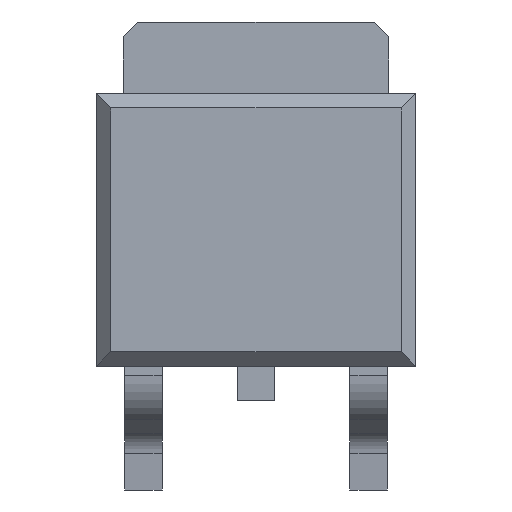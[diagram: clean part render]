
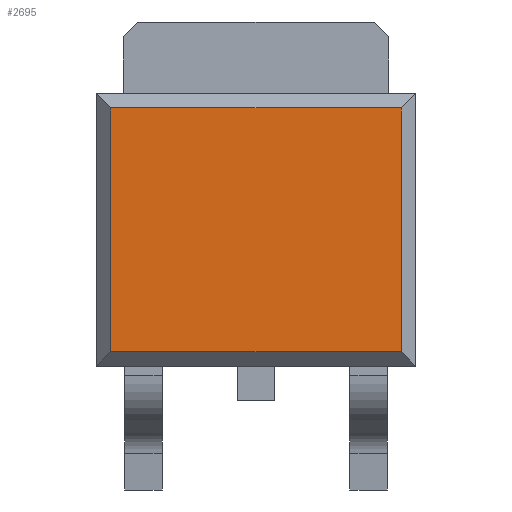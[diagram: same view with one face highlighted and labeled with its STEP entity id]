
A CAD part, top view. The second image highlights one B-rep face of the part: STEP entity #2695.
In plain terms, the highlighted planar face has unit normal (0, 0, 1).
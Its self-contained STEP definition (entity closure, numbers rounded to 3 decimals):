
#860 = PLANE('',#861);
#861 = AXIS2_PLACEMENT_3D('',#862,#863,#864);
#862 = CARTESIAN_POINT('',(-3.25,-3.15,2.15));
#863 = DIRECTION('',(0.,0.707,-0.707)
  );
#864 = DIRECTION('',(-1.,0.,0.));
#1377 = PLANE('',#1378);
#1378 = AXIS2_PLACEMENT_3D('',#1379,#1380,#1381);
#1379 = CARTESIAN_POINT('',(3.1,-3.3,2.15));
#1380 = DIRECTION('',(0.707,0.,0.707)
  );
#1381 = DIRECTION('',(0.,1.,0.));
#1393 = VERTEX_POINT('',#1394);
#1394 = CARTESIAN_POINT('',(-2.95,-3.,2.3));
#1408 = PLANE('',#1409);
#1409 = AXIS2_PLACEMENT_3D('',#1410,#1411,#1412);
#1410 = CARTESIAN_POINT('',(-3.1,-3.3,2.15));
#1411 = DIRECTION('',(0.707,0.,
    -0.707));
#1412 = DIRECTION('',(0.,1.,0.));
#1422 = VERTEX_POINT('',#1423);
#1423 = CARTESIAN_POINT('',(2.95,-3.,2.3));
#1444 = EDGE_CURVE('',#1393,#1422,#1445,.T.);
#1445 = SURFACE_CURVE('',#1446,(#1450,#1457),.PCURVE_S1.);
#1446 = LINE('',#1447,#1448);
#1447 = CARTESIAN_POINT('',(-3.25,-3.,2.3));
#1448 = VECTOR('',#1449,1.);
#1449 = DIRECTION('',(1.,0.,0.));
#1450 = PCURVE('',#860,#1451);
#1451 = DEFINITIONAL_REPRESENTATION('',(#1452),#1456);
#1452 = LINE('',#1453,#1454);
#1453 = CARTESIAN_POINT('',(0.,0.212));
#1454 = VECTOR('',#1455,1.);
#1455 = DIRECTION('',(-1.,0.));
#1456 = ( GEOMETRIC_REPRESENTATION_CONTEXT(2) 
PARAMETRIC_REPRESENTATION_CONTEXT() REPRESENTATION_CONTEXT('2D SPACE',''
  ) );
#1457 = PCURVE('',#1458,#1463);
#1458 = PLANE('',#1459);
#1459 = AXIS2_PLACEMENT_3D('',#1460,#1461,#1462);
#1460 = CARTESIAN_POINT('',(-3.25,-3.3,2.3));
#1461 = DIRECTION('',(0.,0.,1.));
#1462 = DIRECTION('',(1.,0.,0.));
#1463 = DEFINITIONAL_REPRESENTATION('',(#1464),#1468);
#1464 = LINE('',#1465,#1466);
#1465 = CARTESIAN_POINT('',(0.,0.3));
#1466 = VECTOR('',#1467,1.);
#1467 = DIRECTION('',(1.,0.));
#1468 = ( GEOMETRIC_REPRESENTATION_CONTEXT(2) 
PARAMETRIC_REPRESENTATION_CONTEXT() REPRESENTATION_CONTEXT('2D SPACE',''
  ) );
#2495 = VERTEX_POINT('',#2496);
#2496 = CARTESIAN_POINT('',(2.95,1.95,2.3));
#2510 = PLANE('',#2511);
#2511 = AXIS2_PLACEMENT_3D('',#2512,#2513,#2514);
#2512 = CARTESIAN_POINT('',(-3.25,2.1,2.15));
#2513 = DIRECTION('',(0.,0.707,0.707));
#2514 = DIRECTION('',(-1.,0.,0.));
#2522 = EDGE_CURVE('',#1422,#2495,#2523,.T.);
#2523 = SURFACE_CURVE('',#2524,(#2528,#2535),.PCURVE_S1.);
#2524 = LINE('',#2525,#2526);
#2525 = CARTESIAN_POINT('',(2.95,-3.3,2.3));
#2526 = VECTOR('',#2527,1.);
#2527 = DIRECTION('',(0.,1.,0.));
#2528 = PCURVE('',#1377,#2529);
#2529 = DEFINITIONAL_REPRESENTATION('',(#2530),#2534);
#2530 = LINE('',#2531,#2532);
#2531 = CARTESIAN_POINT('',(0.,0.212));
#2532 = VECTOR('',#2533,1.);
#2533 = DIRECTION('',(1.,0.));
#2534 = ( GEOMETRIC_REPRESENTATION_CONTEXT(2) 
PARAMETRIC_REPRESENTATION_CONTEXT() REPRESENTATION_CONTEXT('2D SPACE',''
  ) );
#2535 = PCURVE('',#1458,#2536);
#2536 = DEFINITIONAL_REPRESENTATION('',(#2537),#2541);
#2537 = LINE('',#2538,#2539);
#2538 = CARTESIAN_POINT('',(6.2,0.));
#2539 = VECTOR('',#2540,1.);
#2540 = DIRECTION('',(0.,1.));
#2541 = ( GEOMETRIC_REPRESENTATION_CONTEXT(2) 
PARAMETRIC_REPRESENTATION_CONTEXT() REPRESENTATION_CONTEXT('2D SPACE',''
  ) );
#2653 = VERTEX_POINT('',#2654);
#2654 = CARTESIAN_POINT('',(-2.95,1.95,2.3));
#2675 = EDGE_CURVE('',#1393,#2653,#2676,.T.);
#2676 = SURFACE_CURVE('',#2677,(#2681,#2688),.PCURVE_S1.);
#2677 = LINE('',#2678,#2679);
#2678 = CARTESIAN_POINT('',(-2.95,-3.3,2.3));
#2679 = VECTOR('',#2680,1.);
#2680 = DIRECTION('',(0.,1.,0.));
#2681 = PCURVE('',#1408,#2682);
#2682 = DEFINITIONAL_REPRESENTATION('',(#2683),#2687);
#2683 = LINE('',#2684,#2685);
#2684 = CARTESIAN_POINT('',(0.,0.212));
#2685 = VECTOR('',#2686,1.);
#2686 = DIRECTION('',(1.,0.));
#2687 = ( GEOMETRIC_REPRESENTATION_CONTEXT(2) 
PARAMETRIC_REPRESENTATION_CONTEXT() REPRESENTATION_CONTEXT('2D SPACE',''
  ) );
#2688 = PCURVE('',#1458,#2689);
#2689 = DEFINITIONAL_REPRESENTATION('',(#2690),#2694);
#2690 = LINE('',#2691,#2692);
#2691 = CARTESIAN_POINT('',(0.3,0.));
#2692 = VECTOR('',#2693,1.);
#2693 = DIRECTION('',(0.,1.));
#2694 = ( GEOMETRIC_REPRESENTATION_CONTEXT(2) 
PARAMETRIC_REPRESENTATION_CONTEXT() REPRESENTATION_CONTEXT('2D SPACE',''
  ) );
#2695 = ADVANCED_FACE('',(#2696),#1458,.T.);
#2696 = FACE_BOUND('',#2697,.T.);
#2697 = EDGE_LOOP('',(#2698,#2699,#2700,#2701));
#2698 = ORIENTED_EDGE('',*,*,#2675,.F.);
#2699 = ORIENTED_EDGE('',*,*,#1444,.T.);
#2700 = ORIENTED_EDGE('',*,*,#2522,.T.);
#2701 = ORIENTED_EDGE('',*,*,#2702,.F.);
#2702 = EDGE_CURVE('',#2653,#2495,#2703,.T.);
#2703 = SURFACE_CURVE('',#2704,(#2708,#2715),.PCURVE_S1.);
#2704 = LINE('',#2705,#2706);
#2705 = CARTESIAN_POINT('',(-3.25,1.95,2.3));
#2706 = VECTOR('',#2707,1.);
#2707 = DIRECTION('',(1.,0.,0.));
#2708 = PCURVE('',#1458,#2709);
#2709 = DEFINITIONAL_REPRESENTATION('',(#2710),#2714);
#2710 = LINE('',#2711,#2712);
#2711 = CARTESIAN_POINT('',(0.,5.25));
#2712 = VECTOR('',#2713,1.);
#2713 = DIRECTION('',(1.,0.));
#2714 = ( GEOMETRIC_REPRESENTATION_CONTEXT(2) 
PARAMETRIC_REPRESENTATION_CONTEXT() REPRESENTATION_CONTEXT('2D SPACE',''
  ) );
#2715 = PCURVE('',#2510,#2716);
#2716 = DEFINITIONAL_REPRESENTATION('',(#2717),#2721);
#2717 = LINE('',#2718,#2719);
#2718 = CARTESIAN_POINT('',(0.,0.212));
#2719 = VECTOR('',#2720,1.);
#2720 = DIRECTION('',(-1.,0.));
#2721 = ( GEOMETRIC_REPRESENTATION_CONTEXT(2) 
PARAMETRIC_REPRESENTATION_CONTEXT() REPRESENTATION_CONTEXT('2D SPACE',''
  ) );
